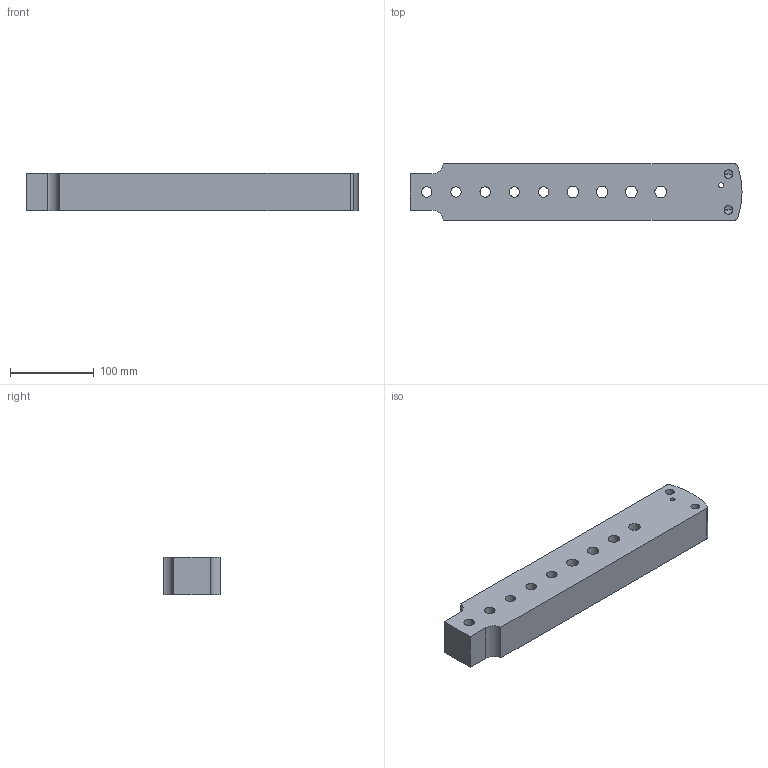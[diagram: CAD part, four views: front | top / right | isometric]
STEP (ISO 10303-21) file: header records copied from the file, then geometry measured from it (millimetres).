
FILE_DESCRIPTION(('no description'),'unknown implementation level');
FILE_NAME('2AA9ADD1-3985-4377-A564-2B207488141C_export.stp',' ',('CIMSOURCE GmbH'),('CADClick - KiM GmbH - www.kimweb.de'),'unknown preprocess','ACIS','unknown authorization');
FILE_SCHEMA(('automotive_design'));
Length unit declared in the file: millimetre
Products named in the file (1): Spiegeln5
Bounding box: 397.5 x 68 x 45 mm (x, y, z)
Volume: 1078027.6 mm3; surface area: 118085 mm2
Topology: 1 solids, 1 shells, 224 faces, 511 edges, 300 vertices
Faces by surface type: cylinder 136, cone 52, plane 36
Entity records: 11845 total; most frequent: DIRECTION 1207, CARTESIAN_POINT 1005, STYLED_ITEM 1000, PRESENTATION_STYLE_ASSIGNMENT 1000, COLOUR_RGB 1000, ORIENTED_EDGE 950, AXIS2_PLACEMENT_3D 502, EDGE_CURVE 475
